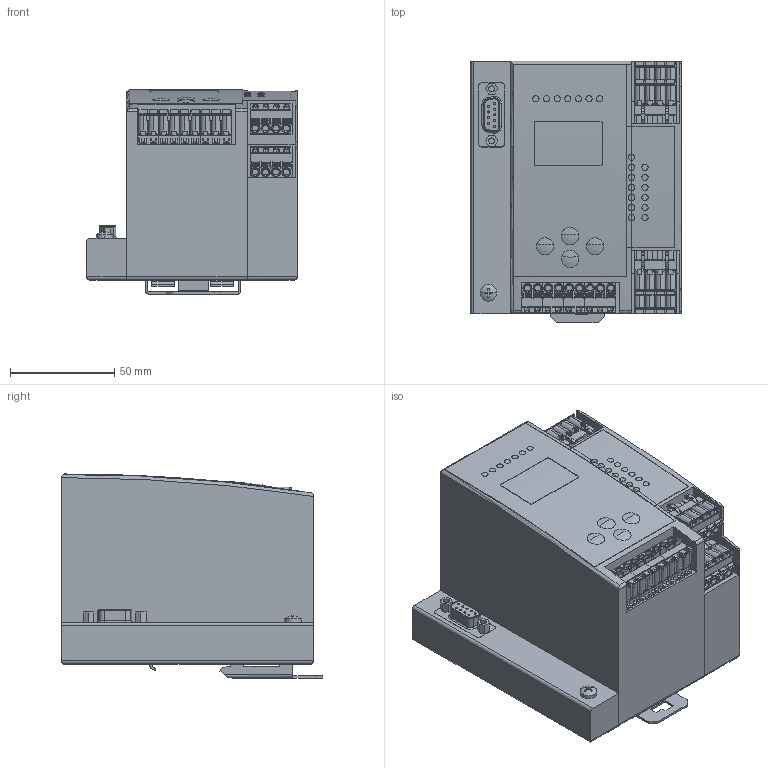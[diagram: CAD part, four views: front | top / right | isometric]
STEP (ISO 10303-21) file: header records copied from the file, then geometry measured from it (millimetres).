
FILE_DESCRIPTION((''),'2;1');
FILE_NAME('DM_CAD-1750A_ASM','2016-02-11T',('Creinig-se'),(''),'PRO/ENGINEER BY PARAMETRIC TECHNOLOGY CORPORATION, 2013050','PRO/ENGINEER BY PARAMETRIC TECHNOLOGY CORPORATION, 2013050','');
FILE_SCHEMA(('CONFIG_CONTROL_DESIGN'));
Length unit declared in the file: centimetre
Products named in the file (26): DM_CAD-1750A_645; DM_CAD-1750A_646; DM_CAD-1750A_647_ASM; DM_CAD-1750A_648; DM_CAD-1750A_649; DM_CAD-1750A_650; DM_CAD-1750A_651; DM_CAD-1750A_652_ASM; DM_CAD-1750A_653; DM_CAD-1750A_654_ASM; DM_CAD-1750A_655; DM_CAD-1750A_656_ASM; DM_CAD-1750A_657_ASM; DM_CAD-1750A_658_ASM; DM_CAD-1750A_659; DM_CAD-1750A_660; DM_CAD-1750A_661; DM_CAD-1750A_3; DM_CAD-1750A_2; DM_CAD-1750A_L120584_ASM; DM_CAD-1750A_665; DM_CAD-1750A_666; DM_CAD-1750A_1; DM_CAD-1750A_668; DM_CAD-1750A_669_ASM; DM_CAD-1750A_ASM
Assembly tree (50 placements, depth 5):
  DM_CAD-1750A_ASM
    DM_CAD-1750A_647_ASM
      DM_CAD-1750A_645
      DM_CAD-1750A_646  x4
    DM_CAD-1750A_648
    DM_CAD-1750A_649
    DM_CAD-1750A_658_ASM
      DM_CAD-1750A_654_ASM
        DM_CAD-1750A_650
        DM_CAD-1750A_652_ASM
          DM_CAD-1750A_651  x7
        DM_CAD-1750A_653
      DM_CAD-1750A_657_ASM
        DM_CAD-1750A_655
        DM_CAD-1750A_656_ASM
          DM_CAD-1750A_651  x13
    DM_CAD-1750A_659
    DM_CAD-1750A_660
    DM_CAD-1750A_661
    DM_CAD-1750A_L120584_ASM
      DM_CAD-1750A_3
      DM_CAD-1750A_2
    DM_CAD-1750A_665  x3
    DM_CAD-1750A_666
    DM_CAD-1750A_669_ASM
      DM_CAD-1750A_1
      DM_CAD-1750A_668  x2
Bounding box: 101 x 125.29 x 97.95 mm (x, y, z)
Volume: 900025.3 mm3; surface area: 129453.6 mm2
Topology: 42 solids, 42 shells, 3567 faces, 9421 edges, 6078 vertices
Faces by surface type: plane 2097, cylinder 1290, cone 102, torus 66, sphere 10, bspline 2
Entity records: 60818 total; most frequent: CARTESIAN_POINT 9436, DIRECTION 8554, ORIENTED_EDGE 8320, EDGE_CURVE 4160, PRESENTATION_STYLE_ASSIGNMENT 3501, STYLED_ITEM 3501, CURVE_STYLE 3435, AXIS2_PLACEMENT_3D 2870
